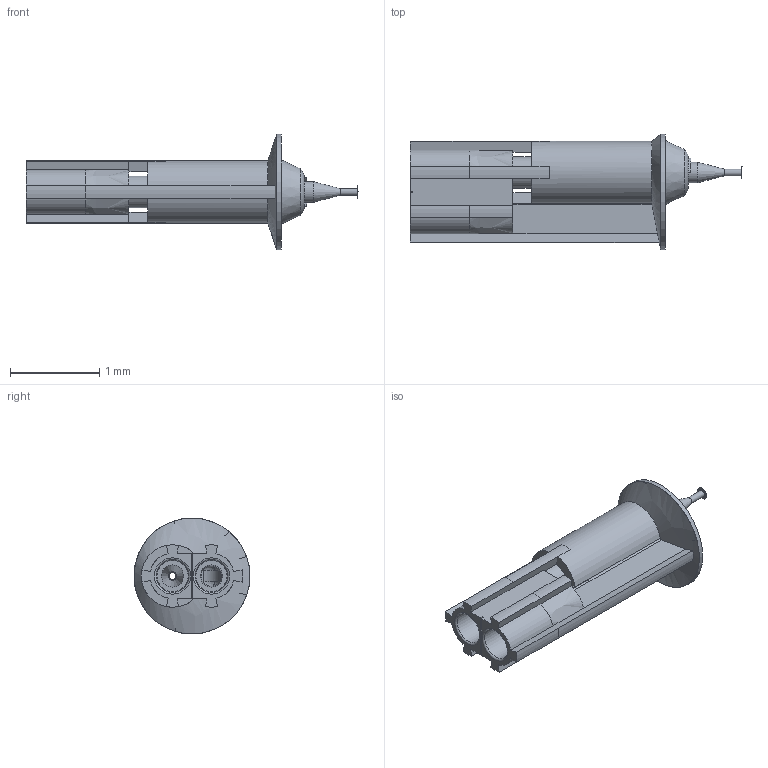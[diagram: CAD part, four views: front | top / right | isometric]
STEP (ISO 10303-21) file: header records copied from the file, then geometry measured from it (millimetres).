
FILE_DESCRIPTION(/* description */ (''),/* implementation_level */ '2;1');
FILE_NAME(/* name */ 'HVE_TJZ_100_345_600_61.stp',/* time_stamp */ '2021-11-24T10:15:14+01:00',/* author */ ('vakilim'),/* organization */ (''),/* preprocessor_version */ 'ST-DEVELOPER v17',/* originating_system */ 'Autodesk Inventor 2018',/* authorisation */ '');
FILE_SCHEMA (('AUTOMOTIVE_DESIGN { 1 0 10303 214 3 1 1 }'));
Length unit declared in the file: millimetre
Products named in the file (1): HVE_TJZ_100_345_600_61
Bounding box: 3.73 x 1.3 x 1.3 mm (x, y, z)
Volume: 1 mm3; surface area: 24.7 mm2
Topology: 1 solids, 1 shells, 194 faces, 589 edges, 384 vertices
Faces by surface type: bspline 54, plane 53, cylinder 48, cone 29, torus 10
Full cylindrical faces by diameter (mm): 0.075 x1, 0.232 x3, 0.358 x3, 0.366 x6, 0.466 x1, 1.3 x1
Entity records: 9339 total; most frequent: CARTESIAN_POINT 4390, ORIENTED_EDGE 1172, DIRECTION 886, EDGE_CURVE 586, VERTEX_POINT 385, AXIS2_PLACEMENT_3D 339, LINE 208, VECTOR 208
